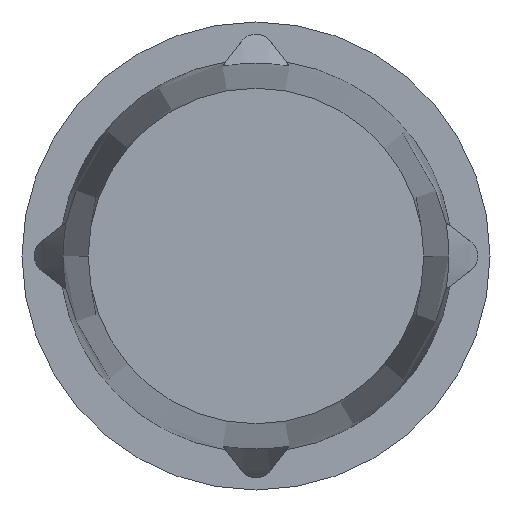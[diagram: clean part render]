
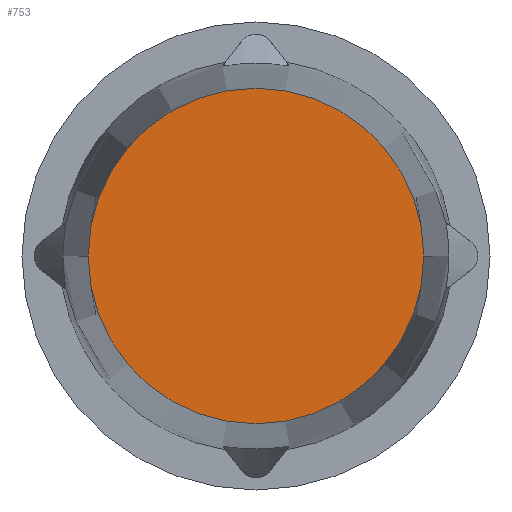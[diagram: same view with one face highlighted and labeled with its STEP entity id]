
A CAD part, front view. The second image highlights one B-rep face of the part: STEP entity #753.
In plain terms, the highlighted planar face has unit normal (0, -1, 0).
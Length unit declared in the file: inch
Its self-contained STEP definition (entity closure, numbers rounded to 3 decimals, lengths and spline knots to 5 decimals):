
#249=CARTESIAN_POINT('',(0.,-0.75,0.));
#250=DIRECTION('',(0.,-1.,0.));
#251=DIRECTION('',(0.,0.,-1.));
#252=AXIS2_PLACEMENT_3D('',#249,#250,#251);
#254=CARTESIAN_POINT('',(0.,-0.75,0.));
#255=DIRECTION('',(0.,-1.,0.));
#256=DIRECTION('',(0.,0.,1.));
#257=AXIS2_PLACEMENT_3D('',#254,#255,#256);
#385=CARTESIAN_POINT('',(0.,-0.75,-0.04615));
#386=CARTESIAN_POINT('',(0.,-0.75,0.04615));
#387=VERTEX_POINT('',#385);
#388=VERTEX_POINT('',#386);
#744=CARTESIAN_POINT('',(0.,-0.75,0.));
#745=DIRECTION('',(0.,-1.,0.));
#746=DIRECTION('',(0.,0.,-1.));
#747=AXIS2_PLACEMENT_3D('',#744,#745,#746);
#748=PLANE('',#747);
#749=ORIENTED_EDGE('',*,*,#722,.F.);
#750=ORIENTED_EDGE('',*,*,#737,.F.);
#751=EDGE_LOOP('',(#749,#750));
#752=FACE_OUTER_BOUND('',#751,.F.);
#753=ADVANCED_FACE('',(#752),#748,.T.);
#253=CIRCLE('',#252,0.04615);
#258=CIRCLE('',#257,0.04615);
#722=EDGE_CURVE('',#387,#388,#253,.T.);
#737=EDGE_CURVE('',#388,#387,#258,.T.);
